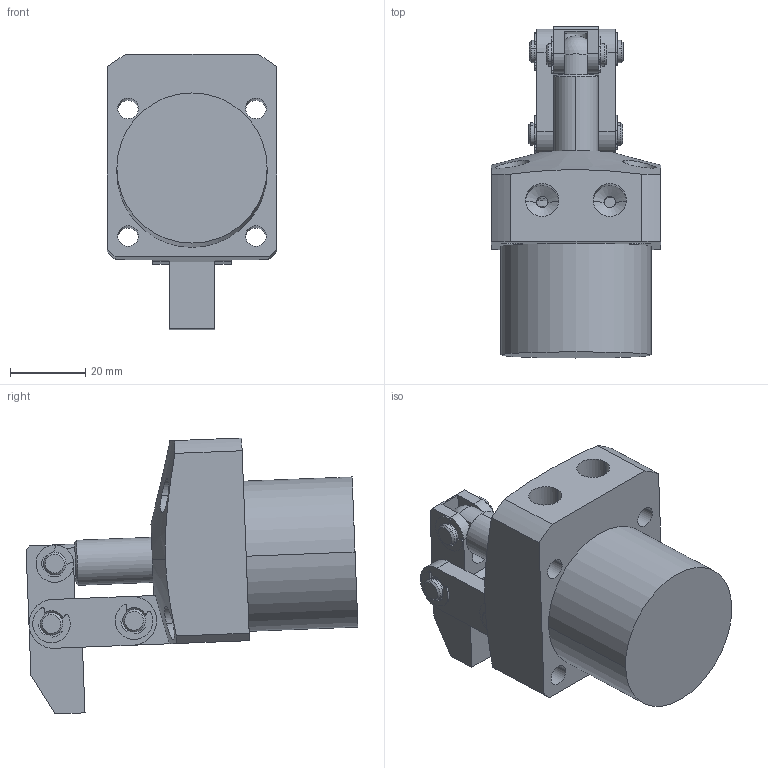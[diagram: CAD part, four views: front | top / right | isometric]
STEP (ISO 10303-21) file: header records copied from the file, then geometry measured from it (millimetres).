
FILE_DESCRIPTION (( 'STEP AP214' ), '1' );
FILE_NAME ('CLKA-040杠杆式油压缸三维图.STEP', '2019-04-18T00:50:09', ( '' ), ( '' ), 'SwSTEP 2.0', 'SolidWorks 2016', '' );
FILE_SCHEMA (( 'AUTOMOTIVE_DESIGN' ));
Length unit declared in the file: millimetre
Products named in the file (9): 40掛极; CLKA-040C杠杆式油压缸三维图整体_1; CLKA-040活塞杆_1_1; 0.6ｵ訐1_1_1; ÏúÖá2_1_1_1; ÏúÖá1_1_1_1; ﾁｬｸﾋ_1_1_1; ｻ鏸鄕ﾋ_1_1_1; CLKA-040杠杆式油压缸三维图
Assembly tree (15 placements, depth 3):
  CLKA-040杠杆式油压缸三维图
    CLKA-040C杠杆式油压缸三维图整体_1
      ｻ鏸鄕ﾋ_1_1_1
      ﾁｬｸﾋ_1_1_1  x2
      ÏúÖá1_1_1_1
      ÏúÖá2_1_1_1  x2
      0.6ｵ訐1_1_1  x6
      CLKA-040活塞杆_1_1
    40掛极
Bounding box: 45 x 88.36 x 73.48 mm (x, y, z)
Volume: 82378 mm3; surface area: 29606.6 mm2
Topology: 13 solids, 15 shells, 320 faces, 777 edges, 506 vertices
Faces by surface type: cylinder 162, plane 115, cone 41, sphere 2
Entity records: 6337 total; most frequent: CARTESIAN_POINT 1484, DIRECTION 1025, ORIENTED_EDGE 864, EDGE_CURVE 435, AXIS2_PLACEMENT_3D 410, VERTEX_POINT 282, EDGE_LOOP 228, LINE 205
